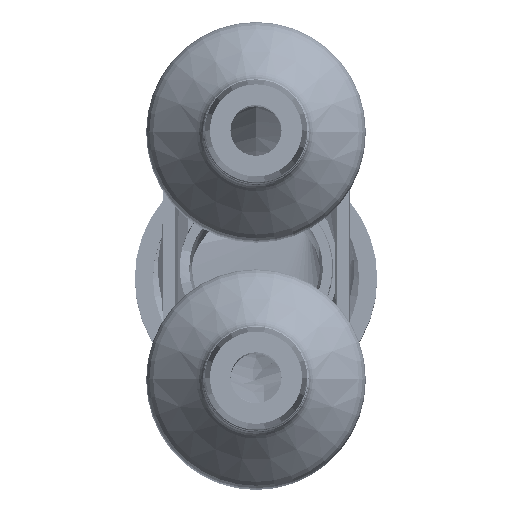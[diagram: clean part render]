
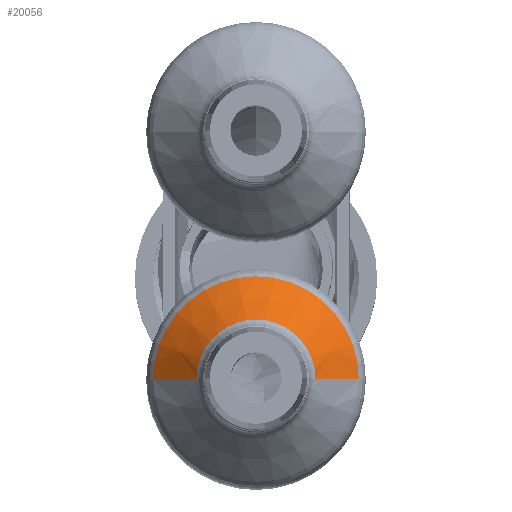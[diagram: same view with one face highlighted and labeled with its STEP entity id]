
A CAD part, top view. The second image highlights one B-rep face of the part: STEP entity #20056.
In plain terms, the highlighted conical face has half-angle 45 degrees and reference radius 1.7 mm.
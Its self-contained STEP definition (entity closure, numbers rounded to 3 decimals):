
#15244=CARTESIAN_POINT('',(13.346,0.,0.));
#15245=DIRECTION('',(-1.,0.,0.));
#15246=DIRECTION('',(0.,1.,0.));
#15247=AXIS2_PLACEMENT_3D('',#15244,#15245,#15246);
#15249=DIRECTION('',(-0.707,-0.707,0.));
#15250=VECTOR('',#15249,1.283);
#15251=CARTESIAN_POINT('',(14.254,-1.246,
0.));
#15252=LINE('',#15251,#15250);
#15253=CARTESIAN_POINT('',(14.254,0.,0.));
#15254=DIRECTION('',(1.,0.,0.));
#15255=DIRECTION('',(0.,-1.,0.));
#15256=AXIS2_PLACEMENT_3D('',#15253,#15254,#15255);
#15258=DIRECTION('',(-0.707,0.707,0.));
#15259=VECTOR('',#15258,1.283);
#15260=CARTESIAN_POINT('',(14.254,1.246,
0.));
#15261=LINE('',#15260,#15259);
#18964=CARTESIAN_POINT('',(14.254,-1.246,0.));
#18965=CARTESIAN_POINT('',(14.254,1.246,0.));
#18966=VERTEX_POINT('',#18964);
#18967=VERTEX_POINT('',#18965);
#18972=CARTESIAN_POINT('',(13.346,-2.154,0.));
#18973=CARTESIAN_POINT('',(13.346,2.154,0.));
#18974=VERTEX_POINT('',#18972);
#18975=VERTEX_POINT('',#18973);
#20042=CARTESIAN_POINT('',(13.8,0.,0.));
#20043=DIRECTION('',(-1.,0.,0.));
#20044=DIRECTION('',(0.,1.,0.));
#20045=AXIS2_PLACEMENT_3D('',#20042,#20043,#20044);
#20046=CONICAL_SURFACE('',#20045,1.7,45.);
#20047=ORIENTED_EDGE('',*,*,#20036,.T.);
#20049=ORIENTED_EDGE('',*,*,#20048,.F.);
#20051=ORIENTED_EDGE('',*,*,#20050,.T.);
#20053=ORIENTED_EDGE('',*,*,#20052,.T.);
#20054=EDGE_LOOP('',(#20047,#20049,#20051,#20053));
#20055=FACE_OUTER_BOUND('',#20054,.F.);
#20056=ADVANCED_FACE('',(#20055),#20046,.T.);
#15248=CIRCLE('',#15247,2.154);
#15257=CIRCLE('',#15256,1.246);
#20036=EDGE_CURVE('',#18975,#18974,#15248,.T.);
#20048=EDGE_CURVE('',#18966,#18974,#15252,.T.);
#20050=EDGE_CURVE('',#18966,#18967,#15257,.T.);
#20052=EDGE_CURVE('',#18967,#18975,#15261,.T.);
